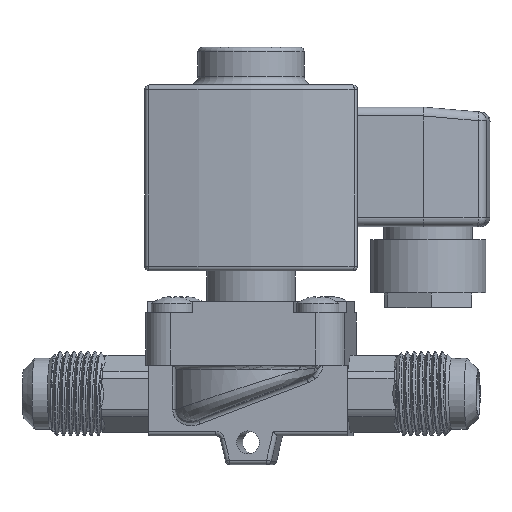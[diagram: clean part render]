
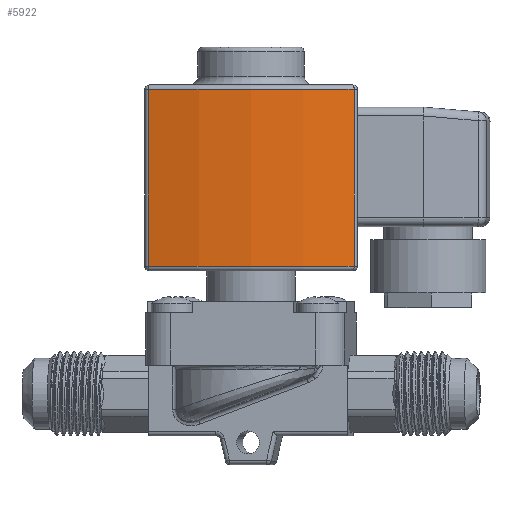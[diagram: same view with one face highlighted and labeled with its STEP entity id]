
A CAD part, front view. The second image highlights one B-rep face of the part: STEP entity #5922.
In plain terms, the highlighted cylindrical face has radius 82 mm (diameter 164 mm), a partial arc.
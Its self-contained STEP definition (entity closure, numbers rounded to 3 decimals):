
#686=FACE_OUTER_BOUND('',#1049,.T.);
#1049=EDGE_LOOP('',(#5116,#5117,#5118,#5119));
#1420=LINE('',#22714,#1792);
#1423=LINE('',#22721,#1795);
#1792=VECTOR('',#8032,1000.);
#1795=VECTOR('',#8039,1000.);
#2148=CIRCLE('',#6518,82.);
#2170=CIRCLE('',#6554,82.);
#2721=VERTEX_POINT('',#22688);
#2724=VERTEX_POINT('',#22693);
#2730=VERTEX_POINT('',#22712);
#2731=VERTEX_POINT('',#22717);
#3541=EDGE_CURVE('',#2721,#2724,#2148,.T.);
#3550=EDGE_CURVE('',#2724,#2730,#1420,.T.);
#3554=EDGE_CURVE('',#2731,#2721,#1423,.T.);
#3575=EDGE_CURVE('',#2730,#2731,#2170,.T.);
#5116=ORIENTED_EDGE('',*,*,#3554,.T.);
#5117=ORIENTED_EDGE('',*,*,#3541,.T.);
#5118=ORIENTED_EDGE('',*,*,#3550,.T.);
#5119=ORIENTED_EDGE('',*,*,#3575,.T.);
#5620=CYLINDRICAL_SURFACE('',#6576,82.);
#5922=ADVANCED_FACE('',(#686),#5620,.T.);
#6518=AXIS2_PLACEMENT_3D('',#22695,#8008,#8009);
#6554=AXIS2_PLACEMENT_3D('',#22760,#8092,#8093);
#6576=AXIS2_PLACEMENT_3D('',#22795,#8140,#8141);
#8008=DIRECTION('center_axis',(0.,0.,1.));
#8009=DIRECTION('ref_axis',(1.,0.,0.));
#8032=DIRECTION('',(0.,0.,1.));
#8039=DIRECTION('',(0.,0.,-1.));
#8092=DIRECTION('center_axis',(0.,0.,-1.));
#8093=DIRECTION('ref_axis',(1.,0.,0.));
#8140=DIRECTION('center_axis',(0.,0.,1.));
#8141=DIRECTION('ref_axis',(1.,0.,0.));
#22688=CARTESIAN_POINT('',(-37.181,-28.084,57.9));
#22693=CARTESIAN_POINT('',(9.387,-28.084,57.9));
#22695=CARTESIAN_POINT('Origin',(-13.897,50.541,57.9));
#22712=CARTESIAN_POINT('',(9.387,-28.084,97.9));
#22714=CARTESIAN_POINT('',(9.387,-28.084,56.9));
#22717=CARTESIAN_POINT('',(-37.181,-28.084,97.9));
#22721=CARTESIAN_POINT('',(-37.181,-28.084,56.9));
#22760=CARTESIAN_POINT('Origin',(-13.897,50.541,97.9));
#22795=CARTESIAN_POINT('Origin',(-13.897,50.541,56.9));
